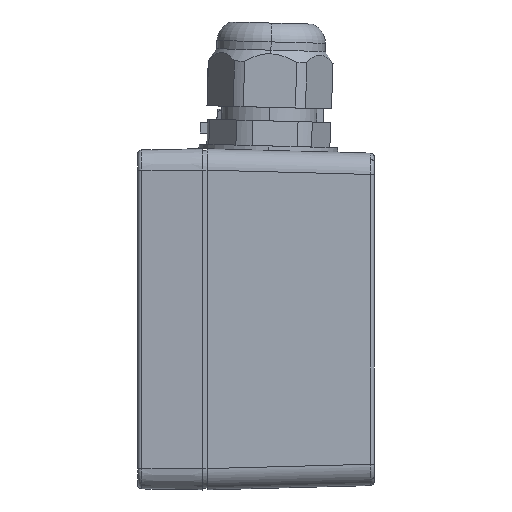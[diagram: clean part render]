
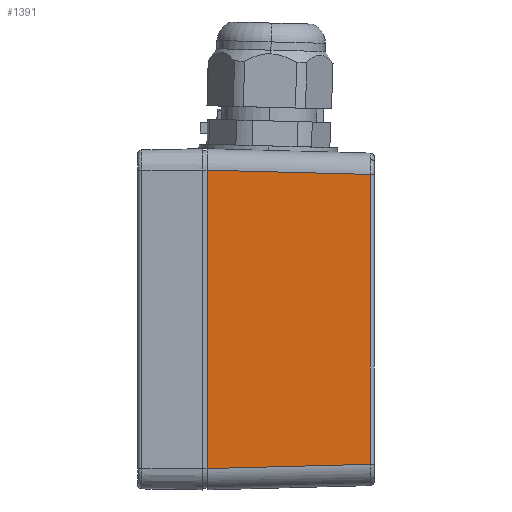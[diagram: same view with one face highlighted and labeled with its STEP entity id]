
A CAD part, left-side view. The second image highlights one B-rep face of the part: STEP entity #1391.
In plain terms, the highlighted planar face has unit normal (-1, -0.026, 0).
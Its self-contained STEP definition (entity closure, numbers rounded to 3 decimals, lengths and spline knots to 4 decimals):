
#344 = VERTEX_POINT ( 'NONE', #5586 ) ;
#1313 = ORIENTED_EDGE ( 'NONE', *, *, #1393, .T. ) ;
#1315 = EDGE_CURVE ( 'NONE', #1392, #1390, #7652, .T. ) ;
#1320 = EDGE_LOOP ( 'NONE', ( #1328, #1313, #39833, #39832 ) ) ;
#1325 = EDGE_CURVE ( 'NONE', #1389, #1390, #7666, .T. ) ;
#1328 = ORIENTED_EDGE ( 'NONE', *, *, #1325, .F. ) ;
#1333 = EDGE_CURVE ( 'NONE', #344, #1392, #7725, .T. ) ;
#1389 = VERTEX_POINT ( 'NONE', #7828 ) ;
#1390 = VERTEX_POINT ( 'NONE', #7817 ) ;
#1391 = ADVANCED_FACE ( 'NONE', ( #7816 ), #7772, .T. ) ;
#1392 = VERTEX_POINT ( 'NONE', #7822 ) ;
#1393 = EDGE_CURVE ( 'NONE', #1389, #344, #7807, .T. ) ;
#5586 = CARTESIAN_POINT ( 'NONE',  ( -3.1091, -1.548, -1.3375 ) ) ;
#7651 = CARTESIAN_POINT ( 'NONE',  ( -3.1476, -0.0772, 1.376 ) ) ;
#7652 = LINE ( 'NONE', #7651, #7688 ) ;
#7663 = DIRECTION ( 'NONE',  ( 0., 0., 1. ) ) ;
#7664 = VECTOR ( 'NONE', #7663, 39.3701 ) ;
#7665 = CARTESIAN_POINT ( 'NONE',  ( -3.1485, -0.043, -1.5748 ) ) ;
#7666 = LINE ( 'NONE', #7665, #7664 ) ;
#7687 = DIRECTION ( 'NONE',  ( -0.026, 0.999, 0.026 ) ) ;
#7688 = VECTOR ( 'NONE', #7687, 39.3701 ) ;
#7721 = DIRECTION ( 'NONE',  ( 0., 0., 1. ) ) ;
#7722 = VECTOR ( 'NONE', #7721, 39.3701 ) ;
#7723 = CARTESIAN_POINT ( 'NONE',  ( -3.1091, -1.548, -1.5748 ) ) ;
#7725 = LINE ( 'NONE', #7723, #7722 ) ;
#7772 = PLANE ( 'NONE',  #7823 ) ;
#7805 = VECTOR ( 'NONE', #7879, 39.3701 ) ;
#7806 = CARTESIAN_POINT ( 'NONE',  ( -3.1497, 0.0051, -1.3782 ) ) ;
#7807 = LINE ( 'NONE', #7806, #7805 ) ;
#7811 = DIRECTION ( 'NONE',  ( 0.026, -1., 0. ) ) ;
#7812 = DIRECTION ( 'NONE',  ( -1., -0.026, 0. ) ) ;
#7816 = FACE_OUTER_BOUND ( 'NONE', #1320, .T. ) ;
#7817 = CARTESIAN_POINT ( 'NONE',  ( -3.1485, -0.043, 1.3769 ) ) ;
#7822 = CARTESIAN_POINT ( 'NONE',  ( -3.1091, -1.548, 1.3375 ) ) ;
#7823 = AXIS2_PLACEMENT_3D ( 'NONE', #7836, #7812, #7811 ) ;
#7828 = CARTESIAN_POINT ( 'NONE',  ( -3.1485, -0.043, -1.3769 ) ) ;
#7836 = CARTESIAN_POINT ( 'NONE',  ( -3.1496, 0., -1.5748 ) ) ;
#7879 = DIRECTION ( 'NONE',  ( 0.026, -0.999, 0.026 ) ) ;
#39832 = ORIENTED_EDGE ( 'NONE', *, *, #1315, .T. ) ;
#39833 = ORIENTED_EDGE ( 'NONE', *, *, #1333, .T. ) ;
